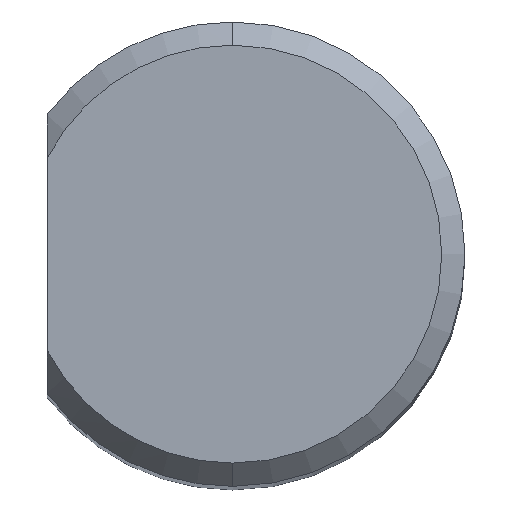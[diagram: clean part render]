
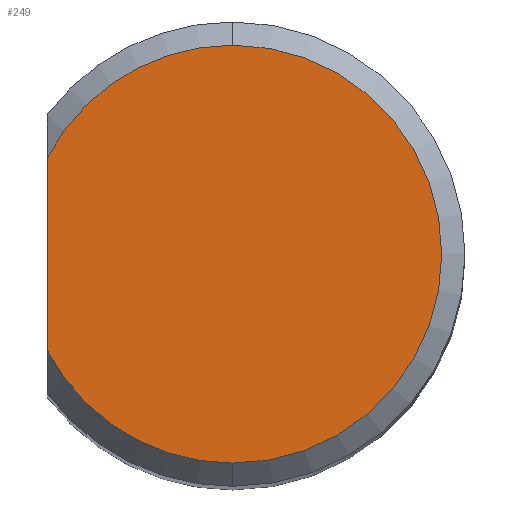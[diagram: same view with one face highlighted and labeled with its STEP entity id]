
A CAD part, top view. The second image highlights one B-rep face of the part: STEP entity #249.
In plain terms, the highlighted planar face has unit normal (0, 0, 1).
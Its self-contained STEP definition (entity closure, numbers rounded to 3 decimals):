
#153=VERTEX_POINT('NONE',#419);
#157=VERTEX_POINT('NONE',#423);
#163=VERTEX_POINT('NONE',#430);
#165=EDGE_CURVE('NONE',#163,#363,#432,.T.);
#175=EDGE_CURVE('NONE',#157,#153,#443,.T.);
#249=ADVANCED_FACE('NONE',(#523),#524,.F.);
#309=EDGE_CURVE('NONE',#363,#157,#590,.T.);
#363=VERTEX_POINT('NONE',#650);
#375=EDGE_CURVE('NONE',#153,#163,#662,.T.);
#419=CARTESIAN_POINT('',(-1.6,0.825,0.0));
#423=CARTESIAN_POINT('',(0.0,1.8,0.0));
#430=CARTESIAN_POINT('',(-1.6,-0.825,0.0));
#432=CIRCLE('',#747,1.8);
#443=CIRCLE('',#777,1.8);
#523=FACE_OUTER_BOUND('',#969,.T.);
#524=PLANE('',#970);
#590=CIRCLE('',#1059,1.8);
#650=CARTESIAN_POINT('',(0.,-1.8,0.0));
#662=LINE('',#1189,#1190);
#747=AXIS2_PLACEMENT_3D('',#1236,#1237,#1238);
#777=AXIS2_PLACEMENT_3D('',#1247,#1248,#1249);
#969=EDGE_LOOP('',(#1314,#1315,#1316,#1317));
#970=AXIS2_PLACEMENT_3D('',#1318,#1319,#1320);
#1059=AXIS2_PLACEMENT_3D('',#1393,#1394,#1395);
#1189=CARTESIAN_POINT('',(-1.6,0.0,0.0));
#1190=VECTOR('',#1478,1000.0);
#1236=CARTESIAN_POINT('',(0.0,0.0,0.0));
#1237=DIRECTION('',(0.0,-0.0,1.0));
#1238=DIRECTION('',(0.,1.0,0.0));
#1247=CARTESIAN_POINT('',(0.0,0.0,0.0));
#1248=DIRECTION('',(-0.0,0.0,1.0));
#1249=DIRECTION('',(0.0,1.0,0.0));
#1314=ORIENTED_EDGE('',*,*,#165,.T.);
#1315=ORIENTED_EDGE('',*,*,#309,.T.);
#1316=ORIENTED_EDGE('',*,*,#175,.T.);
#1317=ORIENTED_EDGE('',*,*,#375,.T.);
#1318=CARTESIAN_POINT('',(0.0,0.0,0.0));
#1319=DIRECTION('',(0.0,0.0,-1.0));
#1320=DIRECTION('',(1.0,0.0,0.0));
#1393=CARTESIAN_POINT('',(0.0,0.0,0.0));
#1394=DIRECTION('',(-0.0,0.0,1.0));
#1395=DIRECTION('',(0.0,1.0,0.0));
#1478=DIRECTION('',(0.0,-1.0,0.0));
